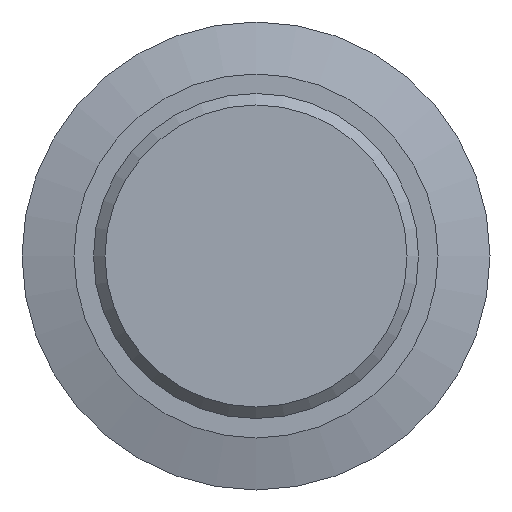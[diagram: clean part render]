
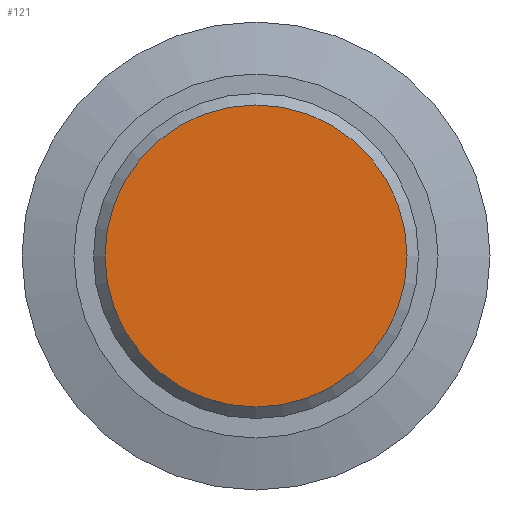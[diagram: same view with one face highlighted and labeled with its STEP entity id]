
A CAD part, left-side view. The second image highlights one B-rep face of the part: STEP entity #121.
In plain terms, the highlighted planar face has unit normal (-1, 0, 0).
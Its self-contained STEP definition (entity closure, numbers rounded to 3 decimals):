
#27=ORIENTED_EDGE('',*,*,#47,.F.);
#47=EDGE_CURVE('',#57,#57,#67,.T.);
#57=VERTEX_POINT('',#213);
#67=CIRCLE('',#146,11.616);
#77=EDGE_LOOP('',(#27));
#97=FACE_BOUND('',#77,.T.);
#117=PLANE('',#145);
#121=ADVANCED_FACE('',(#97),#117,.F.);
#145=AXIS2_PLACEMENT_3D('',#211,#168,#169);
#146=AXIS2_PLACEMENT_3D('',#212,#170,#171);
#168=DIRECTION('',(1.,0.,0.));
#169=DIRECTION('',(0.,0.,-1.));
#170=DIRECTION('',(1.,0.,0.));
#171=DIRECTION('',(0.,0.,-1.));
#211=CARTESIAN_POINT('',(0.,0.,0.));
#212=CARTESIAN_POINT('',(0.,0.,0.));
#213=CARTESIAN_POINT('',(0.,0.,-11.616));
